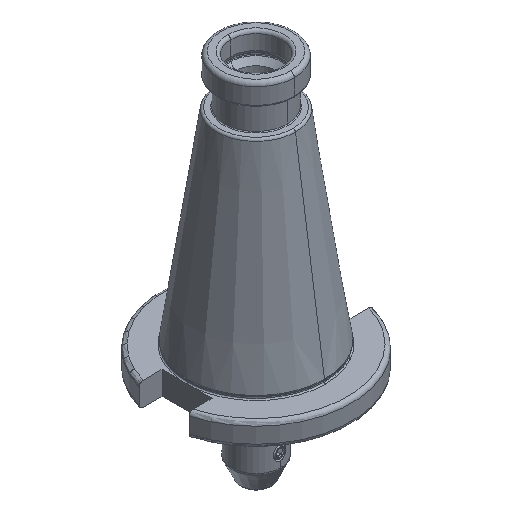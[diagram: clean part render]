
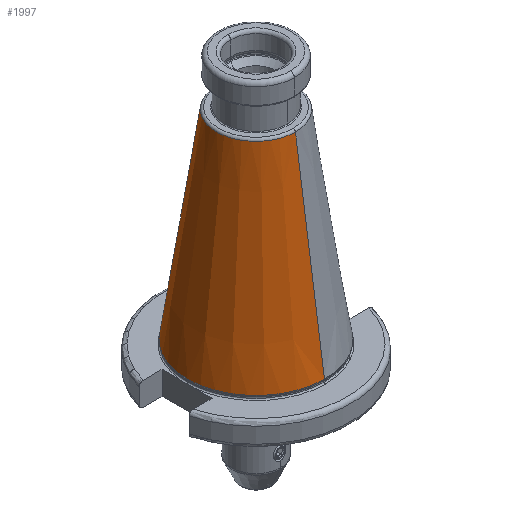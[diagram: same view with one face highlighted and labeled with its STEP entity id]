
A CAD part, isometric view. The second image highlights one B-rep face of the part: STEP entity #1997.
In plain terms, the highlighted conical face has half-angle 8.297 degrees and reference radius 27.65 mm.
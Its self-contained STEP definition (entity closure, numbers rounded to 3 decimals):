
#338=CARTESIAN_POINT('',(0,0,116.173));
#339=DIRECTION('',(0,0,1));
#340=DIRECTION('',(0,1,0));
#341=AXIS2_PLACEMENT_3D('',#338,#339,#340);
#343=DIRECTION('',(0,-0.144,0.99));
#344=VECTOR('',#343,103.254);
#345=CARTESIAN_POINT('',(0,35.1,14));
#346=LINE('',#345,#344);
#347=DIRECTION('',(0,0.144,0.99));
#348=VECTOR('',#347,103.254);
#349=CARTESIAN_POINT('',(0,-35.1,14));
#350=LINE('',#349,#348);
#351=CARTESIAN_POINT('',(0,0,14));
#352=DIRECTION('',(0,0,1));
#353=DIRECTION('',(0,1,0));
#354=AXIS2_PLACEMENT_3D('',#351,#352,#353);
#1247=CARTESIAN_POINT('',(0,35.1,14));
#1248=VERTEX_POINT('',#1247);
#1249=CARTESIAN_POINT('',(0,20.2,116.173));
#1250=VERTEX_POINT('',#1249);
#1287=CARTESIAN_POINT('',(0,-35.1,14));
#1288=VERTEX_POINT('',#1287);
#1289=CARTESIAN_POINT('',(0,-20.2,116.173));
#1290=VERTEX_POINT('',#1289);
#1983=CARTESIAN_POINT('',(0,0,65.087));
#1984=DIRECTION('',(0,0,-1));
#1985=DIRECTION('',(0,-1,0));
#1986=AXIS2_PLACEMENT_3D('',#1983,#1984,#1985);
#1987=CONICAL_SURFACE('',#1986,27.65,8.297);
#1989=ORIENTED_EDGE('',*,*,#1988,.T.);
#1990=ORIENTED_EDGE('',*,*,#1978,.T.);
#1992=ORIENTED_EDGE('',*,*,#1991,.F.);
#1994=ORIENTED_EDGE('',*,*,#1993,.F.);
#1995=EDGE_LOOP('',(#1989,#1990,#1992,#1994));
#1996=FACE_OUTER_BOUND('',#1995,.F.);
#1997=ADVANCED_FACE('',(#1996),#1987,.T.);
#342=CIRCLE('',#341,20.2);
#355=CIRCLE('',#354,35.1);
#1978=EDGE_CURVE('',#1250,#1290,#342,.T.);
#1988=EDGE_CURVE('',#1248,#1250,#346,.T.);
#1991=EDGE_CURVE('',#1288,#1290,#350,.T.);
#1993=EDGE_CURVE('',#1248,#1288,#355,.T.);
